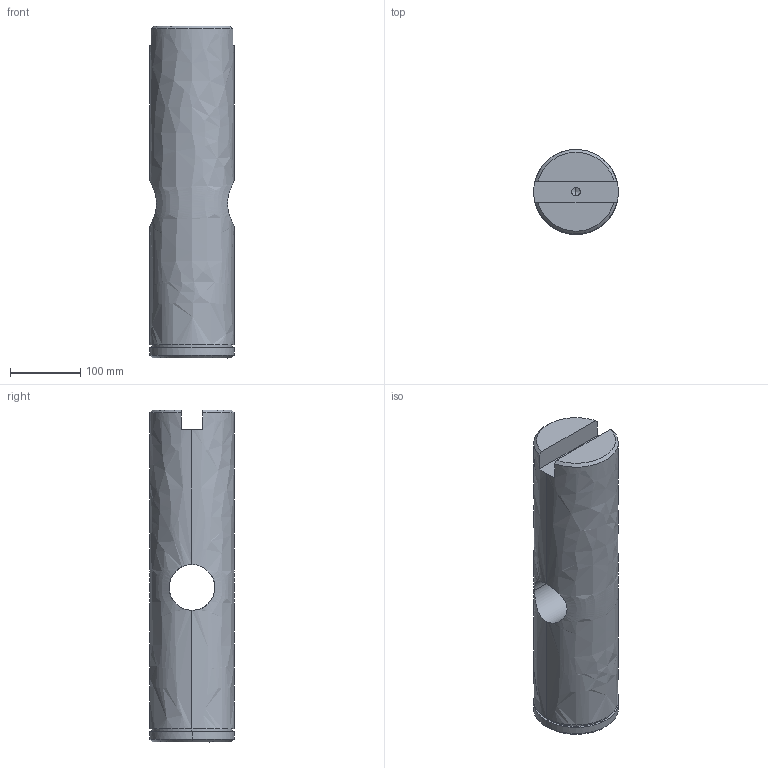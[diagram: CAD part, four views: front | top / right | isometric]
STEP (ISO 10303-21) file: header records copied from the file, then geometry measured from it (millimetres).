
FILE_DESCRIPTION (( 'STEP AP203' ), '1' );
FILE_NAME ('688-02 vastago vàlvula paso MP.STEP', '2021-07-21T20:07:56', ( '' ), ( '' ), 'SwSTEP 2.0', 'SolidWorks 2018', '' );
FILE_SCHEMA (( 'CONFIG_CONTROL_DESIGN' ));
Length unit declared in the file: millimetre
Products named in the file (1): 688-02 vastago vàlvula paso MP
Bounding box: 120 x 120 x 471.25 mm (x, y, z)
Volume: 4839403.5 mm3; surface area: 223445 mm2
Topology: 1 solids, 1 shells, 24 faces, 76 edges, 53 vertices
Faces by surface type: bspline 24
Entity records: 1387 total; most frequent: CARTESIAN_POINT 904, ORIENTED_EDGE 148, EDGE_CURVE 74, VERTEX_POINT 53, B_SPLINE_CURVE_WITH_KNOTS 38, EDGE_LOOP 27, FACE_OUTER_BOUND 24, ADVANCED_FACE 24
